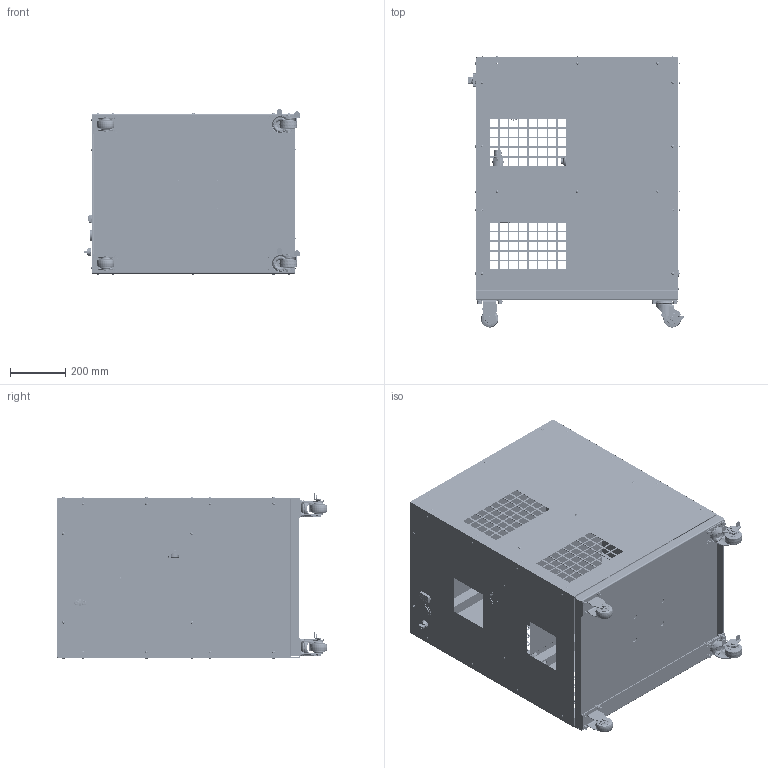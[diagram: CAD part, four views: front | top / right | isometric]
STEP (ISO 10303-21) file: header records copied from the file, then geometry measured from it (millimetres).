
FILE_DESCRIPTION (( 'STEP AP203' ), '1' );
FILE_NAME ('GVSU-1000 AP203.STEP', '2020-07-28T20:20:32', ( '' ), ( '' ), 'SwSTEP 2.0', 'SolidWorks 2017', '' );
FILE_SCHEMA (( 'CONFIG_CONTROL_DESIGN' ));
Products named in the file (1): GVSU-1000 AP203
Bounding box: 779.3 x 979.43 x 600.12 mm (x, y, z)
Surface area: 8383604.7 mm2 (no closed solid volume)
Topology: 0 solids, 287 shells, 1778 faces, 9011 edges, 7135 vertices
Faces by surface type: plane 1225, cylinder 236, cone 104, bspline 85, torus 66, sphere 62
Full cylindrical faces by diameter (mm): 4.58 x4, 6 x4, 7 x1, 8 x4, 9 x9, 9.525 x2, 15.875 x1, 17.856 x20, 18 x1, 19.5 x1, 20 x5, 20.32 x2, 21.412 x4, 22.733 x2, 23.368 x1, 25 x1, 27.432 x1, 32 x1, 33.02 x1, 35 x6, 38.1 x1, 38.862 x1, 38.989 x1, 40 x7, 43.688 x2, 44.45 x4, 51.562 x2, 53.772 x2, 55 x1, 58.826 x2
Entity records: 115990 total; most frequent: CARTESIAN_POINT 47244, DIRECTION 13856, ORIENTED_EDGE 11638, EDGE_CURVE 8717, VERTEX_POINT 7075, LINE 4778, VECTOR 4778, AXIS2_PLACEMENT_3D 4539
